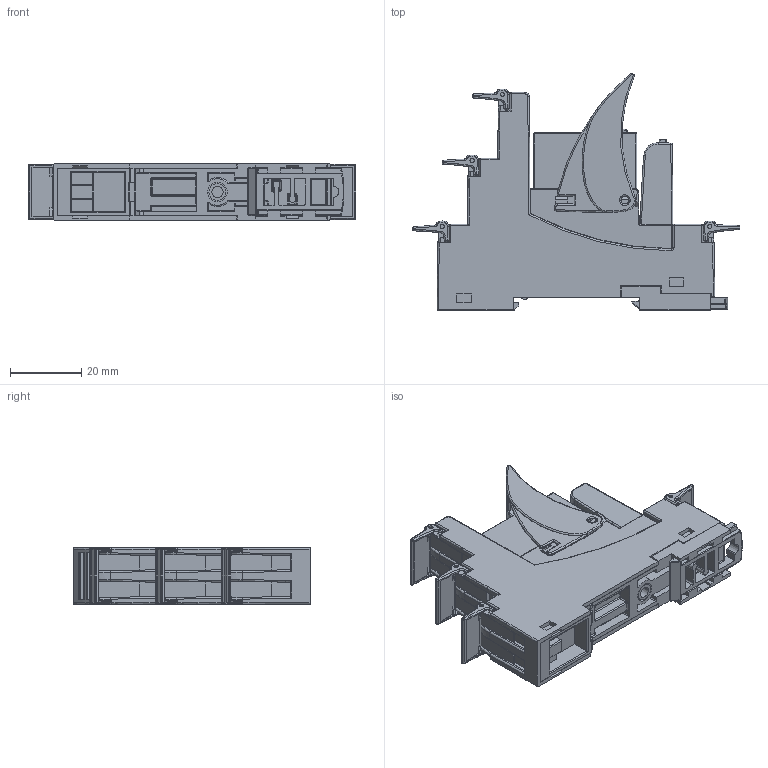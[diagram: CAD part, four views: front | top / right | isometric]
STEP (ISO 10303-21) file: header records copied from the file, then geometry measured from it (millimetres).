
FILE_DESCRIPTION (( 'STEP AP214' ), '1' );
FILE_NAME ('GZM80.STEP', '2014-10-06T07:40:01', ( '' ), ( '' ), 'SwSTEP 2.0', 'SolidWorks 2012', '' );
FILE_SCHEMA (( 'AUTOMOTIVE_DESIGN' ));
Length unit declared in the file: millimetre
Products named in the file (8): RM84; Modu³; P³ytka opisowa zacisków; Obejma wyrzutnikowa; GZM-2000.1 Zaczep na szynê DIN; GZT4-0015 - Wkrêt krzy¿owy M3x8; Podstawa GZM80; GZM80
Assembly tree (17 placements, depth 2):
  GZM80
    Podstawa GZM80
    GZT4-0015 - Wkrêt krzy¿owy M3x8  x8
    GZM-2000.1 Zaczep na szynê DIN
    Obejma wyrzutnikowa
    P³ytka opisowa zacisków  x4
    Modu³
    RM84
Bounding box: 91.82 x 66.2 x 15.8 mm (x, y, z)
Volume: 42991.3 mm3; surface area: 26685.7 mm2
Topology: 19 solids, 27 shells, 2970 faces, 7434 edges, 4420 vertices
Faces by surface type: plane 1146, cylinder 935, torus 395, bspline 265, sphere 164, cone 65
Entity records: 61637 total; most frequent: CARTESIAN_POINT 14853, ORIENTED_EDGE 9940, DIRECTION 9453, EDGE_CURVE 4970, AXIS2_PLACEMENT_3D 3234, VERTEX_POINT 3074, VECTOR 2985, LINE 2985
